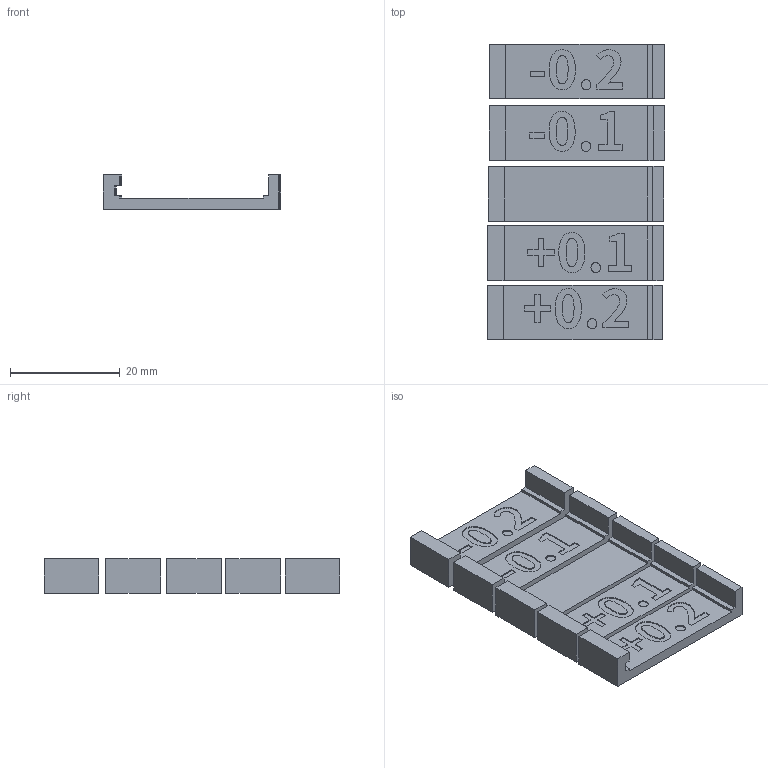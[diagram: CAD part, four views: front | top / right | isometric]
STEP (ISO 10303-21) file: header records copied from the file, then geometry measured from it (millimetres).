
FILE_DESCRIPTION(/* description */ ('STEP AP242','CAx-IF Rec.Pracs.---Representation and Presentation of Product Manufacturing Information (PMI)---4.0---2014-10-13','CAx-IF Rec.Pracs.---3D Tessellated Geometry---0.4---2014-09-14','2;1','CAx-IF Rec.Pracs.---User Defined Attributes---1.5---2016-08-15'),/* implementation_level */ '2;1');
FILE_NAME(/* name */ '69125e7d318f64e41c2a2499',/* time_stamp */ '2025-11-10T21:51:57Z',/* author */ (''),/* organization */ (''),/* preprocessor_version */ 'ST-DEVELOPER v20',/* originating_system */ 'ONSHAPE BY PTC INC, 1.206',/* authorisation */ ' ');
FILE_SCHEMA (('AP242_MANAGED_MODEL_BASED_3D_ENGINEERING_MIM_LF { 1 0 10303 442 1 1 4 }'));
Length unit declared in the file: millimetre
Products named in the file (6): Assembly 1; Part 2; Part 5; Part 4; Part 3; Part 1
Assembly tree (5 placements, depth 2):
  Assembly 1
    Part 2
    Part 5
    Part 4
    Part 3
    Part 1
Bounding box: 32.38 x 53.89 x 6.2 mm (x, y, z)
Volume: 4155.3 mm3; surface area: 5240.5 mm2
Topology: 5 solids, 5 shells, 226 faces, 588 edges, 392 vertices
Faces by surface type: plane 162, bspline 64
Entity records: 7305 total; most frequent: CARTESIAN_POINT 2044, ORIENTED_EDGE 1176, DIRECTION 796, EDGE_CURVE 588, LINE 460, VECTOR 460, VERTEX_POINT 392, EDGE_LOOP 246
